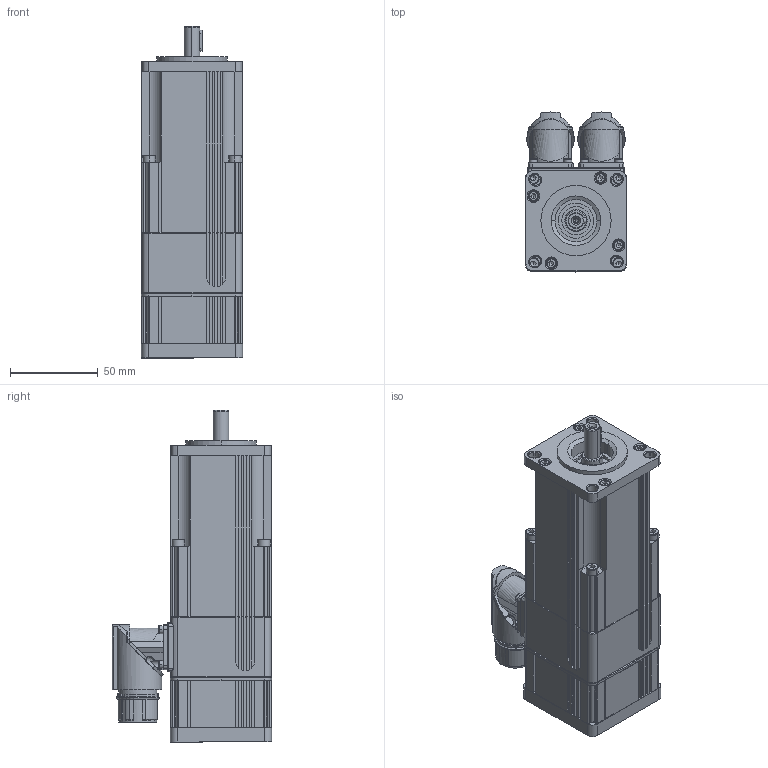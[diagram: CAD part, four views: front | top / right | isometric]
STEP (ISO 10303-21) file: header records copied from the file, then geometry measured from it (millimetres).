
FILE_DESCRIPTION((''),'2;1');
FILE_NAME('Pieza1.stp','2012-07-11T11:08:21',('arodrigo'),(''),'Autodesk Inventor 9','Autodesk Inventor 9','');
FILE_SCHEMA(('AUTOMOTIVE_DESIGN { 1 0 10303 214 1 1 1 1 }'));
Length unit declared in the file: millimetre
Products named in the file (1): Pieza1
Bounding box: 58 x 91.03 x 189 mm (x, y, z)
Volume: 565335.1 mm3; surface area: 84784.5 mm2
Topology: 1 solids, 15 shells, 1662 faces, 4562 edges, 2795 vertices
Faces by surface type: plane 737, cylinder 463, bspline 232, cone 100, torus 70, sphere 60
Entity records: 55074 total; most frequent: CARTESIAN_POINT 13918, ORIENTED_EDGE 8736, DIRECTION 8690, EDGE_CURVE 4368, AXIS2_PLACEMENT_3D 3239, VERTEX_POINT 2781, VECTOR 2212, LINE 2212
